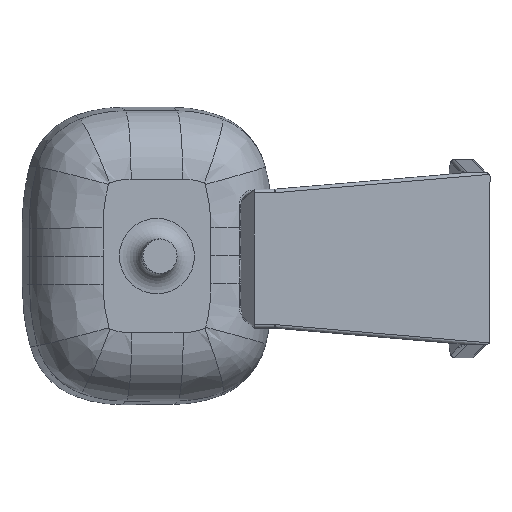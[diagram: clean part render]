
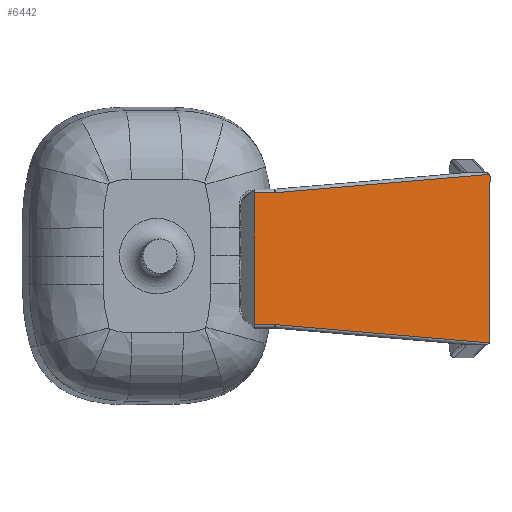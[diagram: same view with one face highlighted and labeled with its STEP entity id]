
A CAD part, front view. The second image highlights one B-rep face of the part: STEP entity #6442.
In plain terms, the highlighted face is planar.
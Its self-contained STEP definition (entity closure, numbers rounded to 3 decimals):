
#495=LINE('',#13770,#877);
#500=LINE('',#13844,#882);
#505=LINE('',#13860,#887);
#508=LINE('',#13874,#890);
#509=LINE('',#13877,#891);
#510=LINE('',#13878,#892);
#877=VECTOR('',#8034,31.458);
#882=VECTOR('',#8059,2.979);
#887=VECTOR('',#8076,19.23);
#890=VECTOR('',#8089,31.458);
#891=VECTOR('',#8092,2.979);
#892=VECTOR('',#8093,24.);
#1039=PLANE('',#6880);
#1385=FACE_OUTER_BOUND('',#1773,.T.);
#1773=EDGE_LOOP('',(#5470,#5471,#5472,#5473,#5474,#5475,#5476,#5477,#5478,
#5479));
#1959=CIRCLE('',#6819,0.5);
#1973=CIRCLE('',#6843,0.5);
#1981=CIRCLE('',#6864,1.);
#1989=CIRCLE('',#6881,1.);
#2822=VERTEX_POINT('',#13569);
#2823=VERTEX_POINT('',#13570);
#2841=VERTEX_POINT('',#13674);
#2843=VERTEX_POINT('',#13687);
#2854=VERTEX_POINT('',#13769);
#2857=VERTEX_POINT('',#13776);
#2864=VERTEX_POINT('',#13843);
#2869=VERTEX_POINT('',#13859);
#2875=VERTEX_POINT('',#13873);
#2876=VERTEX_POINT('',#13875);
#3677=EDGE_CURVE('',#2822,#2823,#1959,.T.);
#3708=EDGE_CURVE('',#2843,#2841,#1973,.T.);
#3728=EDGE_CURVE('',#2841,#2854,#495,.T.);
#3733=EDGE_CURVE('',#2854,#2857,#1981,.T.);
#3742=EDGE_CURVE('',#2857,#2864,#500,.T.);
#3750=EDGE_CURVE('',#2869,#2864,#505,.T.);
#3757=EDGE_CURVE('',#2875,#2822,#508,.T.);
#3758=EDGE_CURVE('',#2876,#2875,#1989,.T.);
#3759=EDGE_CURVE('',#2869,#2876,#509,.T.);
#3760=EDGE_CURVE('',#2823,#2843,#510,.T.);
#5470=ORIENTED_EDGE('',*,*,#3677,.F.);
#5471=ORIENTED_EDGE('',*,*,#3757,.F.);
#5472=ORIENTED_EDGE('',*,*,#3758,.F.);
#5473=ORIENTED_EDGE('',*,*,#3759,.F.);
#5474=ORIENTED_EDGE('',*,*,#3750,.T.);
#5475=ORIENTED_EDGE('',*,*,#3742,.F.);
#5476=ORIENTED_EDGE('',*,*,#3733,.F.);
#5477=ORIENTED_EDGE('',*,*,#3728,.F.);
#5478=ORIENTED_EDGE('',*,*,#3708,.F.);
#5479=ORIENTED_EDGE('',*,*,#3760,.F.);
#6442=ADVANCED_FACE('',(#1385),#1039,.T.);
#6819=AXIS2_PLACEMENT_3D('',#13571,#7929,#7930);
#6843=AXIS2_PLACEMENT_3D('',#13689,#7989,#7990);
#6864=AXIS2_PLACEMENT_3D('',#13779,#8044,#8045);
#6880=AXIS2_PLACEMENT_3D('',#13872,#8087,#8088);
#6881=AXIS2_PLACEMENT_3D('',#13876,#8090,#8091);
#7929=DIRECTION('center_axis',(0.,0.,-1.));
#7930=DIRECTION('ref_axis',(0.707,-0.707,0.));
#7989=DIRECTION('center_axis',(0.,0.,-1.));
#7990=DIRECTION('ref_axis',(-0.707,-0.707,0.));
#8034=DIRECTION('',(0.085,0.996,0.));
#8044=DIRECTION('center_axis',(0.,0.,1.));
#8045=DIRECTION('ref_axis',(0.999,-0.042,0.));
#8059=DIRECTION('',(0.,1.,0.));
#8076=DIRECTION('',(-1.,0.,0.));
#8087=DIRECTION('center_axis',(0.,0.,1.));
#8088=DIRECTION('ref_axis',(1.,0.,0.));
#8089=DIRECTION('',(0.085,-0.996,0.));
#8090=DIRECTION('center_axis',(0.,0.,1.));
#8091=DIRECTION('ref_axis',(-0.999,-0.042,0.));
#8092=DIRECTION('',(0.,-1.,0.));
#8093=DIRECTION('',(-1.,0.,0.));
#13569=CARTESIAN_POINT('',(2.919,-34.408,4.215));
#13570=CARTESIAN_POINT('',(2.631,-34.5,4.215));
#13571=CARTESIAN_POINT('Origin',(2.631,-34.,4.215));
#13674=CARTESIAN_POINT('',(-21.658,-34.408,4.215));
#13687=CARTESIAN_POINT('',(-21.369,-34.5,4.215));
#13689=CARTESIAN_POINT('Origin',(-21.369,-34.,4.215));
#13769=CARTESIAN_POINT('',(-18.988,-3.064,4.215));
#13770=CARTESIAN_POINT('',(-18.886,-1.87,4.215));
#13776=CARTESIAN_POINT('',(-18.984,-2.979,4.215));
#13779=CARTESIAN_POINT('Origin',(-19.984,-2.979,4.215));
#13843=CARTESIAN_POINT('',(-18.984,0.,4.215));
#13844=CARTESIAN_POINT('',(-18.984,-0.75,4.215));
#13859=CARTESIAN_POINT('',(0.246,0.,4.215));
#13860=CARTESIAN_POINT('',(0.746,0.,4.215));
#13872=CARTESIAN_POINT('Origin',(-9.369,-1.5,4.215));
#13873=CARTESIAN_POINT('',(0.25,-3.064,4.215));
#13874=CARTESIAN_POINT('',(1.34,-15.87,4.215));
#13875=CARTESIAN_POINT('',(0.246,-2.979,4.215));
#13876=CARTESIAN_POINT('Origin',(1.246,-2.979,4.215));
#13877=CARTESIAN_POINT('',(0.246,-2.25,4.215));
#13878=CARTESIAN_POINT('',(3.131,-34.5,4.215));
